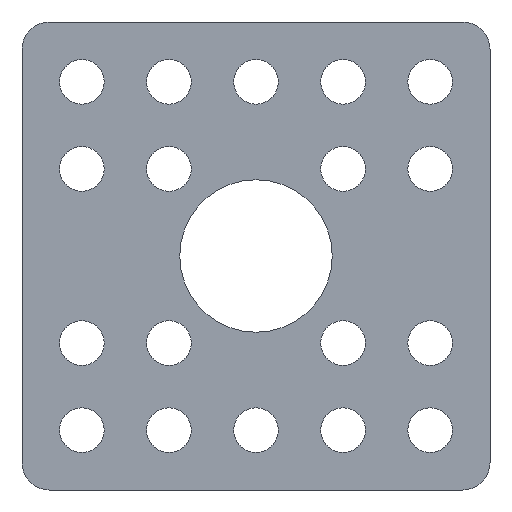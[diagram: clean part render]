
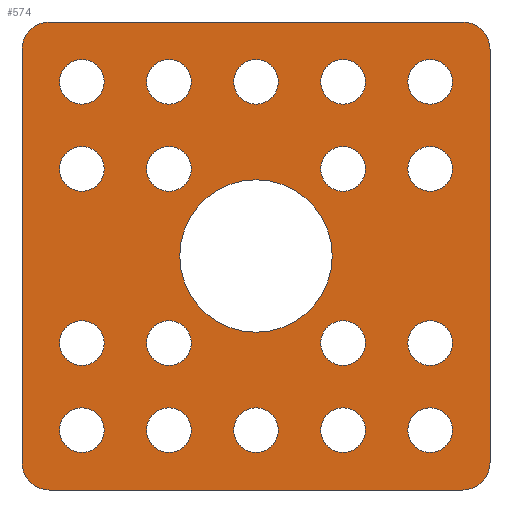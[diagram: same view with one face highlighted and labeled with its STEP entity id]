
A CAD part, front view. The second image highlights one B-rep face of the part: STEP entity #574.
In plain terms, the highlighted planar face has unit normal (0, -1, 0).
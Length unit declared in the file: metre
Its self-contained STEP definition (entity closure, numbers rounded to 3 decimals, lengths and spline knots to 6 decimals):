
#12=CIRCLE('',#600,0.00205);
#14=CIRCLE('',#603,0.00205);
#16=CIRCLE('',#606,0.00205);
#18=CIRCLE('',#609,0.00205);
#20=CIRCLE('',#612,0.00205);
#22=CIRCLE('',#615,0.00205);
#24=CIRCLE('',#618,0.00205);
#26=CIRCLE('',#621,0.00205);
#28=CIRCLE('',#624,0.00205);
#30=CIRCLE('',#627,0.00205);
#32=CIRCLE('',#630,0.00205);
#34=CIRCLE('',#633,0.00205);
#36=CIRCLE('',#636,0.00205);
#38=CIRCLE('',#639,0.00205);
#40=CIRCLE('',#642,0.00205);
#42=CIRCLE('',#645,0.00205);
#44=CIRCLE('',#648,0.00205);
#46=CIRCLE('',#651,0.00205);
#49=CIRCLE('',#655,0.007);
#50=CIRCLE('',#657,0.0025);
#51=CIRCLE('',#658,0.0025);
#52=CIRCLE('',#659,0.0025);
#53=CIRCLE('',#660,0.0025);
#138=ORIENTED_EDGE('',*,*,#262,.T.);
#139=ORIENTED_EDGE('',*,*,#260,.T.);
#140=ORIENTED_EDGE('',*,*,#258,.T.);
#141=ORIENTED_EDGE('',*,*,#256,.T.);
#142=ORIENTED_EDGE('',*,*,#254,.T.);
#143=ORIENTED_EDGE('',*,*,#252,.T.);
#144=ORIENTED_EDGE('',*,*,#250,.F.);
#145=ORIENTED_EDGE('',*,*,#248,.F.);
#146=ORIENTED_EDGE('',*,*,#246,.F.);
#147=ORIENTED_EDGE('',*,*,#244,.F.);
#148=ORIENTED_EDGE('',*,*,#242,.T.);
#149=ORIENTED_EDGE('',*,*,#240,.F.);
#150=ORIENTED_EDGE('',*,*,#238,.F.);
#151=ORIENTED_EDGE('',*,*,#236,.T.);
#152=ORIENTED_EDGE('',*,*,#234,.F.);
#153=ORIENTED_EDGE('',*,*,#232,.F.);
#154=ORIENTED_EDGE('',*,*,#230,.T.);
#155=ORIENTED_EDGE('',*,*,#228,.F.);
#156=ORIENTED_EDGE('',*,*,#222,.T.);
#157=ORIENTED_EDGE('',*,*,#266,.T.);
#158=ORIENTED_EDGE('',*,*,#224,.T.);
#159=ORIENTED_EDGE('',*,*,#267,.T.);
#160=ORIENTED_EDGE('',*,*,#214,.F.);
#161=ORIENTED_EDGE('',*,*,#268,.T.);
#162=ORIENTED_EDGE('',*,*,#218,.T.);
#163=ORIENTED_EDGE('',*,*,#269,.T.);
#164=ORIENTED_EDGE('',*,*,#265,.F.);
#214=EDGE_CURVE('',#278,#279,#334,.T.);
#218=EDGE_CURVE('',#283,#282,#338,.T.);
#222=EDGE_CURVE('',#287,#286,#342,.T.);
#224=EDGE_CURVE('',#288,#289,#344,.T.);
#228=EDGE_CURVE('',#292,#292,#12,.T.);
#230=EDGE_CURVE('',#294,#294,#14,.T.);
#232=EDGE_CURVE('',#296,#296,#16,.T.);
#234=EDGE_CURVE('',#298,#298,#18,.T.);
#236=EDGE_CURVE('',#300,#300,#20,.T.);
#238=EDGE_CURVE('',#302,#302,#22,.T.);
#240=EDGE_CURVE('',#304,#304,#24,.T.);
#242=EDGE_CURVE('',#306,#306,#26,.T.);
#244=EDGE_CURVE('',#308,#308,#28,.T.);
#246=EDGE_CURVE('',#310,#310,#30,.T.);
#248=EDGE_CURVE('',#312,#312,#32,.T.);
#250=EDGE_CURVE('',#314,#314,#34,.T.);
#252=EDGE_CURVE('',#316,#316,#36,.T.);
#254=EDGE_CURVE('',#318,#318,#38,.T.);
#256=EDGE_CURVE('',#320,#320,#40,.T.);
#258=EDGE_CURVE('',#322,#322,#42,.T.);
#260=EDGE_CURVE('',#324,#324,#44,.T.);
#262=EDGE_CURVE('',#326,#326,#46,.T.);
#265=EDGE_CURVE('',#329,#329,#49,.T.);
#266=EDGE_CURVE('',#286,#288,#50,.T.);
#267=EDGE_CURVE('',#289,#279,#51,.T.);
#268=EDGE_CURVE('',#278,#283,#52,.T.);
#269=EDGE_CURVE('',#282,#287,#53,.T.);
#278=VERTEX_POINT('',#856);
#279=VERTEX_POINT('',#858);
#282=VERTEX_POINT('',#865);
#283=VERTEX_POINT('',#867);
#286=VERTEX_POINT('',#874);
#287=VERTEX_POINT('',#876);
#288=VERTEX_POINT('',#880);
#289=VERTEX_POINT('',#881);
#292=VERTEX_POINT('',#889);
#294=VERTEX_POINT('',#894);
#296=VERTEX_POINT('',#899);
#298=VERTEX_POINT('',#904);
#300=VERTEX_POINT('',#909);
#302=VERTEX_POINT('',#914);
#304=VERTEX_POINT('',#919);
#306=VERTEX_POINT('',#924);
#308=VERTEX_POINT('',#929);
#310=VERTEX_POINT('',#934);
#312=VERTEX_POINT('',#939);
#314=VERTEX_POINT('',#944);
#316=VERTEX_POINT('',#949);
#318=VERTEX_POINT('',#954);
#320=VERTEX_POINT('',#959);
#322=VERTEX_POINT('',#964);
#324=VERTEX_POINT('',#969);
#326=VERTEX_POINT('',#974);
#329=VERTEX_POINT('',#981);
#334=LINE('',#857,#350);
#338=LINE('',#866,#354);
#342=LINE('',#875,#358);
#344=LINE('',#879,#360);
#350=VECTOR('',#680,1.);
#354=VECTOR('',#686,1.);
#358=VECTOR('',#692,1.);
#360=VECTOR('',#696,1.);
#406=EDGE_LOOP('',(#138));
#407=EDGE_LOOP('',(#139));
#408=EDGE_LOOP('',(#140));
#409=EDGE_LOOP('',(#141));
#410=EDGE_LOOP('',(#142));
#411=EDGE_LOOP('',(#143));
#412=EDGE_LOOP('',(#144));
#413=EDGE_LOOP('',(#145));
#414=EDGE_LOOP('',(#146));
#415=EDGE_LOOP('',(#147));
#416=EDGE_LOOP('',(#148));
#417=EDGE_LOOP('',(#149));
#418=EDGE_LOOP('',(#150));
#419=EDGE_LOOP('',(#151));
#420=EDGE_LOOP('',(#152));
#421=EDGE_LOOP('',(#153));
#422=EDGE_LOOP('',(#154));
#423=EDGE_LOOP('',(#155));
#424=EDGE_LOOP('',(#156,#157,#158,#159,#160,#161,#162,#163));
#425=EDGE_LOOP('',(#164));
#496=FACE_BOUND('',#406,.T.);
#497=FACE_BOUND('',#407,.T.);
#498=FACE_BOUND('',#408,.T.);
#499=FACE_BOUND('',#409,.T.);
#500=FACE_BOUND('',#410,.T.);
#501=FACE_BOUND('',#411,.T.);
#502=FACE_BOUND('',#412,.T.);
#503=FACE_BOUND('',#413,.T.);
#504=FACE_BOUND('',#414,.T.);
#505=FACE_BOUND('',#415,.T.);
#506=FACE_BOUND('',#416,.T.);
#507=FACE_BOUND('',#417,.T.);
#508=FACE_BOUND('',#418,.T.);
#509=FACE_BOUND('',#419,.T.);
#510=FACE_BOUND('',#420,.T.);
#511=FACE_BOUND('',#421,.T.);
#512=FACE_BOUND('',#422,.T.);
#513=FACE_BOUND('',#423,.T.);
#514=FACE_BOUND('',#424,.T.);
#515=FACE_BOUND('',#425,.T.);
#548=PLANE('',#656);
#574=ADVANCED_FACE('',(#496,#497,#498,#499,#500,#501,#502,#503,#504,#505,
#506,#507,#508,#509,#510,#511,#512,#513,#514,#515),#548,.T.);
#600=AXIS2_PLACEMENT_3D('',#888,#702,#703);
#603=AXIS2_PLACEMENT_3D('',#893,#708,#709);
#606=AXIS2_PLACEMENT_3D('',#898,#714,#715);
#609=AXIS2_PLACEMENT_3D('',#903,#720,#721);
#612=AXIS2_PLACEMENT_3D('',#908,#726,#727);
#615=AXIS2_PLACEMENT_3D('',#913,#732,#733);
#618=AXIS2_PLACEMENT_3D('',#918,#738,#739);
#621=AXIS2_PLACEMENT_3D('',#923,#744,#745);
#624=AXIS2_PLACEMENT_3D('',#928,#750,#751);
#627=AXIS2_PLACEMENT_3D('',#933,#756,#757);
#630=AXIS2_PLACEMENT_3D('',#938,#762,#763);
#633=AXIS2_PLACEMENT_3D('',#943,#768,#769);
#636=AXIS2_PLACEMENT_3D('',#948,#774,#775);
#639=AXIS2_PLACEMENT_3D('',#953,#780,#781);
#642=AXIS2_PLACEMENT_3D('',#958,#786,#787);
#645=AXIS2_PLACEMENT_3D('',#963,#792,#793);
#648=AXIS2_PLACEMENT_3D('',#968,#798,#799);
#651=AXIS2_PLACEMENT_3D('',#973,#804,#805);
#655=AXIS2_PLACEMENT_3D('',#980,#812,#813);
#656=AXIS2_PLACEMENT_3D('',#982,#814,#815);
#657=AXIS2_PLACEMENT_3D('',#983,#816,#817);
#658=AXIS2_PLACEMENT_3D('',#984,#818,#819);
#659=AXIS2_PLACEMENT_3D('',#985,#820,#821);
#660=AXIS2_PLACEMENT_3D('',#986,#822,#823);
#680=DIRECTION('',(1.,0.,0.));
#686=DIRECTION('',(0.,0.,-1.));
#692=DIRECTION('',(1.,0.,0.));
#696=DIRECTION('',(0.,0.,1.));
#702=DIRECTION('',(0.,-1.,0.));
#703=DIRECTION('',(0.,0.,-1.));
#708=DIRECTION('',(0.,1.,0.));
#709=DIRECTION('',(0.,0.,-1.));
#714=DIRECTION('',(0.,-1.,0.));
#715=DIRECTION('',(0.,0.,-1.));
#720=DIRECTION('',(0.,-1.,0.));
#721=DIRECTION('',(0.,0.,-1.));
#726=DIRECTION('',(0.,1.,0.));
#727=DIRECTION('',(0.,0.,-1.));
#732=DIRECTION('',(0.,-1.,0.));
#733=DIRECTION('',(0.,0.,-1.));
#738=DIRECTION('',(0.,-1.,0.));
#739=DIRECTION('',(0.,0.,-1.));
#744=DIRECTION('',(0.,1.,0.));
#745=DIRECTION('',(0.,0.,-1.));
#750=DIRECTION('',(0.,-1.,0.));
#751=DIRECTION('',(0.,0.,-1.));
#756=DIRECTION('',(0.,-1.,0.));
#757=DIRECTION('',(0.,0.,-1.));
#762=DIRECTION('',(0.,-1.,0.));
#763=DIRECTION('',(0.,0.,-1.));
#768=DIRECTION('',(0.,-1.,0.));
#769=DIRECTION('',(0.,0.,-1.));
#774=DIRECTION('',(0.,1.,0.));
#775=DIRECTION('',(0.,0.,-1.));
#780=DIRECTION('',(0.,1.,0.));
#781=DIRECTION('',(0.,0.,-1.));
#786=DIRECTION('',(0.,1.,0.));
#787=DIRECTION('',(0.,0.,-1.));
#792=DIRECTION('',(0.,1.,0.));
#793=DIRECTION('',(0.,0.,-1.));
#798=DIRECTION('',(0.,1.,0.));
#799=DIRECTION('',(0.,0.,-1.));
#804=DIRECTION('',(0.,1.,0.));
#805=DIRECTION('',(0.,0.,-1.));
#812=DIRECTION('',(0.,-1.,0.));
#813=DIRECTION('',(0.,0.,-1.));
#814=DIRECTION('',(0.,-1.,0.));
#815=DIRECTION('',(1.,0.,0.));
#816=DIRECTION('',(0.,-1.,0.));
#817=DIRECTION('',(0.,0.,-1.));
#818=DIRECTION('',(0.,-1.,0.));
#819=DIRECTION('',(0.,0.,-1.));
#820=DIRECTION('',(0.,-1.,0.));
#821=DIRECTION('',(0.,0.,-1.));
#822=DIRECTION('',(0.,-1.,0.));
#823=DIRECTION('',(0.,0.,-1.));
#856=CARTESIAN_POINT('',(-0.0405,-0.003,0.));
#857=CARTESIAN_POINT('',(-0.0215,-0.003,0.));
#858=CARTESIAN_POINT('',(-0.0025,-0.003,0.));
#865=CARTESIAN_POINT('',(-0.043,-0.003,-0.0405));
#866=CARTESIAN_POINT('',(-0.043,-0.003,-0.0215));
#867=CARTESIAN_POINT('',(-0.043,-0.003,-0.0025));
#874=CARTESIAN_POINT('',(-0.0025,-0.003,-0.043));
#875=CARTESIAN_POINT('',(-0.0215,-0.003,-0.043));
#876=CARTESIAN_POINT('',(-0.0405,-0.003,-0.043));
#879=CARTESIAN_POINT('',(0.,-0.003,-0.0215));
#880=CARTESIAN_POINT('',(0.,-0.003,-0.0405));
#881=CARTESIAN_POINT('',(0.,-0.003,-0.0025));
#888=CARTESIAN_POINT('',(-0.0135,-0.003,-0.0135));
#889=CARTESIAN_POINT('',(-0.0135,-0.003,-0.01555));
#893=CARTESIAN_POINT('',(-0.0135,-0.003,-0.0295));
#894=CARTESIAN_POINT('',(-0.0135,-0.003,-0.03155));
#898=CARTESIAN_POINT('',(-0.0295,-0.003,-0.0295));
#899=CARTESIAN_POINT('',(-0.0295,-0.003,-0.03155));
#903=CARTESIAN_POINT('',(-0.0055,-0.003,-0.0055));
#904=CARTESIAN_POINT('',(-0.0055,-0.003,-0.00755));
#908=CARTESIAN_POINT('',(-0.0055,-0.003,-0.0375));
#909=CARTESIAN_POINT('',(-0.0055,-0.003,-0.03955));
#913=CARTESIAN_POINT('',(-0.0375,-0.003,-0.0375));
#914=CARTESIAN_POINT('',(-0.0375,-0.003,-0.03955));
#918=CARTESIAN_POINT('',(-0.0055,-0.003,-0.0135));
#919=CARTESIAN_POINT('',(-0.0055,-0.003,-0.01555));
#923=CARTESIAN_POINT('',(-0.0055,-0.003,-0.0295));
#924=CARTESIAN_POINT('',(-0.0055,-0.003,-0.03155));
#928=CARTESIAN_POINT('',(-0.0375,-0.003,-0.0295));
#929=CARTESIAN_POINT('',(-0.0375,-0.003,-0.03155));
#933=CARTESIAN_POINT('',(-0.0135,-0.003,-0.0375));
#934=CARTESIAN_POINT('',(-0.0135,-0.003,-0.03955));
#938=CARTESIAN_POINT('',(-0.0215,-0.003,-0.0375));
#939=CARTESIAN_POINT('',(-0.0215,-0.003,-0.03955));
#943=CARTESIAN_POINT('',(-0.0295,-0.003,-0.0375));
#944=CARTESIAN_POINT('',(-0.0295,-0.003,-0.03955));
#948=CARTESIAN_POINT('',(-0.0135,-0.003,-0.0055));
#949=CARTESIAN_POINT('',(-0.0135,-0.003,-0.00755));
#953=CARTESIAN_POINT('',(-0.0215,-0.003,-0.0055));
#954=CARTESIAN_POINT('',(-0.0215,-0.003,-0.00755));
#958=CARTESIAN_POINT('',(-0.0295,-0.003,-0.0055));
#959=CARTESIAN_POINT('',(-0.0295,-0.003,-0.00755));
#963=CARTESIAN_POINT('',(-0.0375,-0.003,-0.0135));
#964=CARTESIAN_POINT('',(-0.0375,-0.003,-0.01555));
#968=CARTESIAN_POINT('',(-0.0375,-0.003,-0.0055));
#969=CARTESIAN_POINT('',(-0.0375,-0.003,-0.00755));
#973=CARTESIAN_POINT('',(-0.0295,-0.003,-0.0135));
#974=CARTESIAN_POINT('',(-0.0295,-0.003,-0.01555));
#980=CARTESIAN_POINT('',(-0.0215,-0.003,-0.0215));
#981=CARTESIAN_POINT('',(-0.0215,-0.003,-0.0285));
#982=CARTESIAN_POINT('',(-0.0215,-0.003,-0.0215));
#983=CARTESIAN_POINT('',(-0.0025,-0.003,-0.0405));
#984=CARTESIAN_POINT('',(-0.0025,-0.003,-0.0025));
#985=CARTESIAN_POINT('',(-0.0405,-0.003,-0.0025));
#986=CARTESIAN_POINT('',(-0.0405,-0.003,-0.0405));
